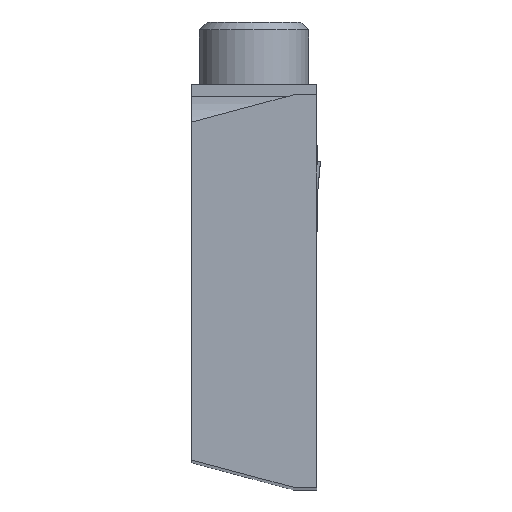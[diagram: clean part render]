
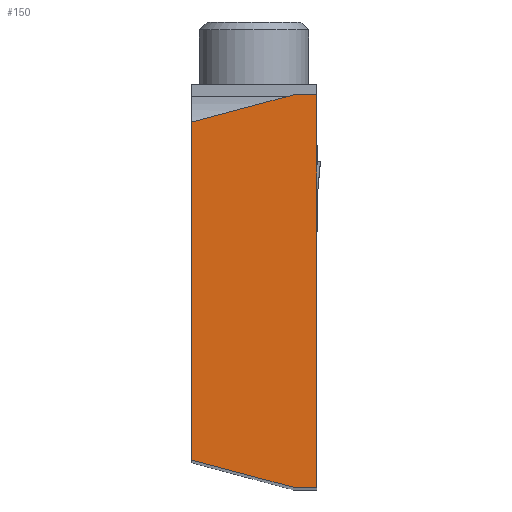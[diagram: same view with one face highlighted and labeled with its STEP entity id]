
A CAD part, top view. The second image highlights one B-rep face of the part: STEP entity #150.
In plain terms, the highlighted planar face has unit normal (0, 0, 1).
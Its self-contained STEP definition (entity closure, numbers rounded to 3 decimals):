
#150=ADVANCED_FACE('CU_SU_BACK',(#261),#215,.F.);
#215=PLANE('',#1379);
#261=FACE_OUTER_BOUND('',#325,.T.);
#325=EDGE_LOOP('',(#514,#515,#516,#517,#518,#519));
#514=ORIENTED_EDGE('',*,*,#932,.F.);
#515=ORIENTED_EDGE('',*,*,#930,.F.);
#516=ORIENTED_EDGE('',*,*,#924,.T.);
#517=ORIENTED_EDGE('',*,*,#936,.T.);
#518=ORIENTED_EDGE('',*,*,#943,.T.);
#519=ORIENTED_EDGE('',*,*,#907,.T.);
#791=VERTEX_POINT('',#1890);
#792=VERTEX_POINT('',#1892);
#802=VERTEX_POINT('',#1919);
#807=VERTEX_POINT('',#1930);
#811=VERTEX_POINT('',#1941);
#814=VERTEX_POINT('',#1953);
#907=EDGE_CURVE('',#792,#791,#1063,.T.);
#924=EDGE_CURVE('',#802,#807,#1077,.T.);
#930=EDGE_CURVE('',#802,#811,#1082,.T.);
#932=EDGE_CURVE('',#811,#791,#1084,.T.);
#936=EDGE_CURVE('',#807,#814,#1087,.T.);
#943=EDGE_CURVE('',#814,#792,#1094,.T.);
#1063=LINE('',#1891,#1183);
#1077=LINE('',#1931,#1197);
#1082=LINE('',#1943,#1202);
#1084=LINE('',#1946,#1204);
#1087=LINE('',#1954,#1207);
#1094=LINE('',#1966,#1214);
#1183=VECTOR('',#1497,1.);
#1197=VECTOR('',#1517,1.);
#1202=VECTOR('',#1528,1.);
#1204=VECTOR('',#1532,1.);
#1207=VECTOR('',#1539,1.);
#1214=VECTOR('',#1554,1.);
#1379=AXIS2_PLACEMENT_3D('',#1968,#1557,#1558);
#1497=DIRECTION('',(0.,1.,0.));
#1517=DIRECTION('',(0.,-1.,0.));
#1528=DIRECTION('',(0.966,0.259,0.));
#1532=DIRECTION('',(1.,0.,0.));
#1539=DIRECTION('',(0.966,-0.259,0.));
#1554=DIRECTION('',(1.,0.,0.));
#1557=DIRECTION('',(0.,0.,-1.));
#1558=DIRECTION('',(0.,1.,0.));
#1890=CARTESIAN_POINT('',(0.,25.498,0.));
#1891=CARTESIAN_POINT('',(0.,-0.4,0.));
#1892=CARTESIAN_POINT('',(0.,0.402,0.));
#1919=CARTESIAN_POINT('',(-8.,23.756,0.));
#1930=CARTESIAN_POINT('',(-8.,2.144,0.));
#1931=CARTESIAN_POINT('',(-8.,26.3,0.));
#1941=CARTESIAN_POINT('',(-1.5,25.498,0.));
#1943=CARTESIAN_POINT('',(-6.475,24.165,0.));
#1946=CARTESIAN_POINT('',(0.,25.498,0.));
#1953=CARTESIAN_POINT('',(-1.5,0.402,0.));
#1954=CARTESIAN_POINT('',(0.,0.,
0.));
#1966=CARTESIAN_POINT('',(0.,0.402,0.));
#1968=CARTESIAN_POINT('',(0.,0.,0.));
